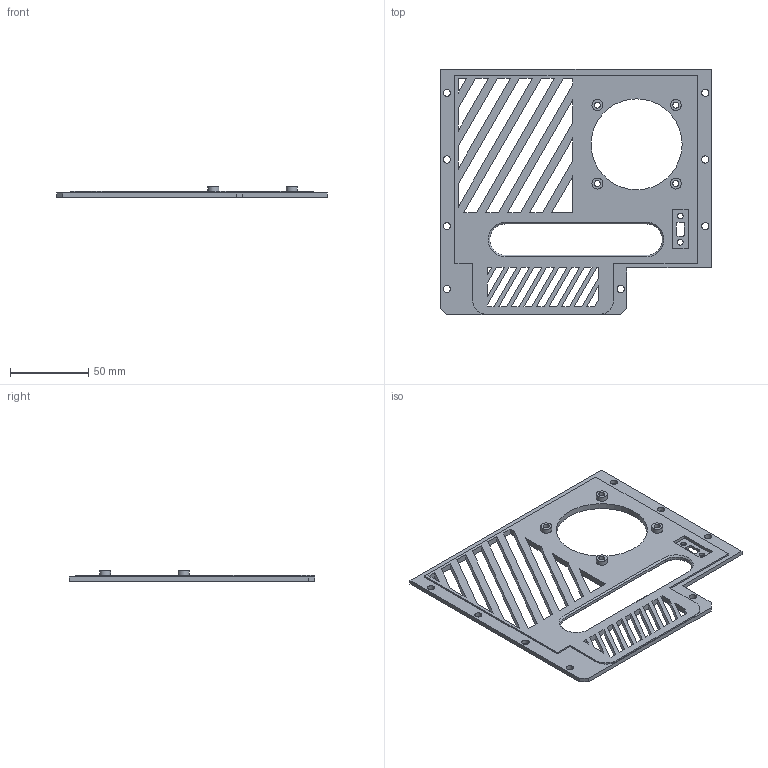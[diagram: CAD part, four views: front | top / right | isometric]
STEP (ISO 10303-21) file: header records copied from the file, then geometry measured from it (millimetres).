
FILE_DESCRIPTION(/* description */ (''),/* implementation_level */ '2;1');
FILE_NAME(/* name */ 'Rear Panel - Generic USB C with Fan.step',/* time_stamp */ '2022-10-15T11:39:32-05:00',/* author */ (''),/* organization */ (''),/* preprocessor_version */ 'ST-DEVELOPER v19',/* originating_system */ 'Autodesk Translation Framework v11.7.0.108',/* authorisation */ '');
FILE_SCHEMA (('AUTOMOTIVE_DESIGN { 1 0 10303 214 3 1 1 }'));
Length unit declared in the file: millimetre
Products named in the file (1): USB C Panel
Bounding box: 172.55 x 156.8 x 6.8 mm (x, y, z)
Volume: 55103.9 mm3; surface area: 43149.7 mm2
Topology: 1 solids, 1 shells, 150 faces, 418 edges, 276 vertices
Faces by surface type: plane 119, cylinder 27, cone 4
Full cylindrical faces by diameter (mm): 3.5 x2, 3.8 x4, 4.6 x8, 7 x4, 58 x1
Entity records: 4937 total; most frequent: CARTESIAN_POINT 845, ORIENTED_EDGE 836, DIRECTION 778, EDGE_CURVE 418, LINE 360, VECTOR 360, VERTEX_POINT 276, EDGE_LOOP 230
